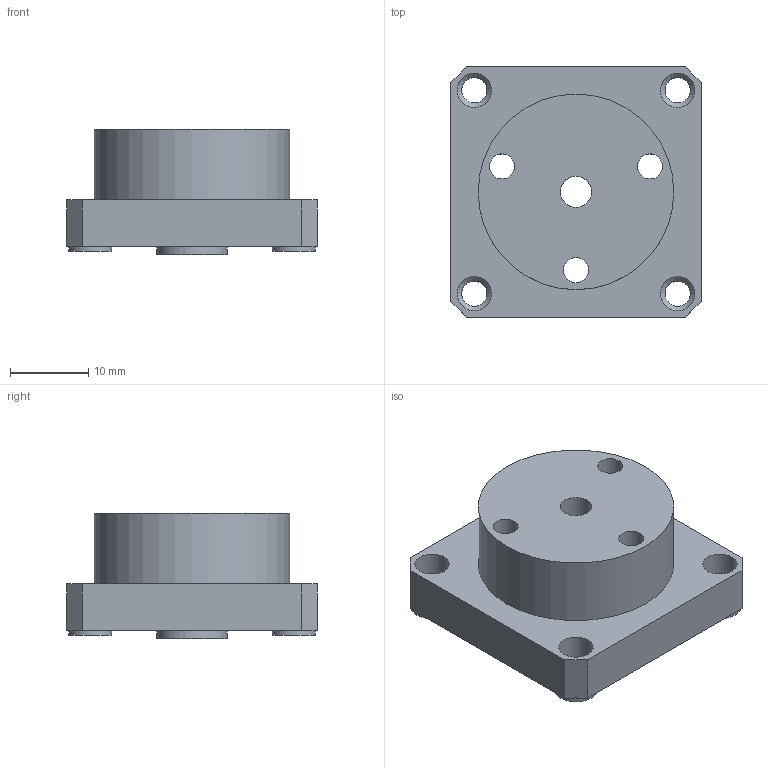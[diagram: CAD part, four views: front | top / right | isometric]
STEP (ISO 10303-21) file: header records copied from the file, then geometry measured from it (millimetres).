
FILE_DESCRIPTION(/* description */ ('STEP AP242','CAx-IF Rec.Pracs.---Representation and Presentation of Product Manufacturing Information (PMI)---4.0---2014-10-13','CAx-IF Rec.Pracs.---3D Tessellated Geometry---0.4---2014-09-14','2;1'),/* implementation_level */ '2;1');
FILE_NAME(/* name */ '650e231b2a3662339365fa9c',/* time_stamp */ '2023-09-22T23:28:29Z',/* author */ (''),/* organization */ (''),/* preprocessor_version */ 'ST-DEVELOPER v19.4',/* originating_system */ ' ',/* authorisation */ ' ');
FILE_SCHEMA (('AP242_MANAGED_MODEL_BASED_3D_ENGINEERING_MIM_LF { 1 0 10303 442 1 1 4 }'));
Length unit declared in the file: metre
Products named in the file (1): Tunnel
Bounding box: 32 x 32 x 16 mm (x, y, z)
Volume: 9560 mm3; surface area: 4459.6 mm2
Topology: 1 solids, 1 shells, 44 faces, 95 edges, 62 vertices
Faces by surface type: cylinder 21, plane 19, cone 4
Full cylindrical faces by diameter (mm): 3.2 x7, 4 x1, 4.4 x4, 5.5 x7, 9 x1, 25 x1
Entity records: 1102 total; most frequent: DIRECTION 198, CARTESIAN_POINT 169, ORIENTED_EDGE 132, EDGE_LOOP 94, FACE_BOUND 94, AXIS2_PLACEMENT_3D 87, EDGE_CURVE 66, VERTEX_POINT 58
